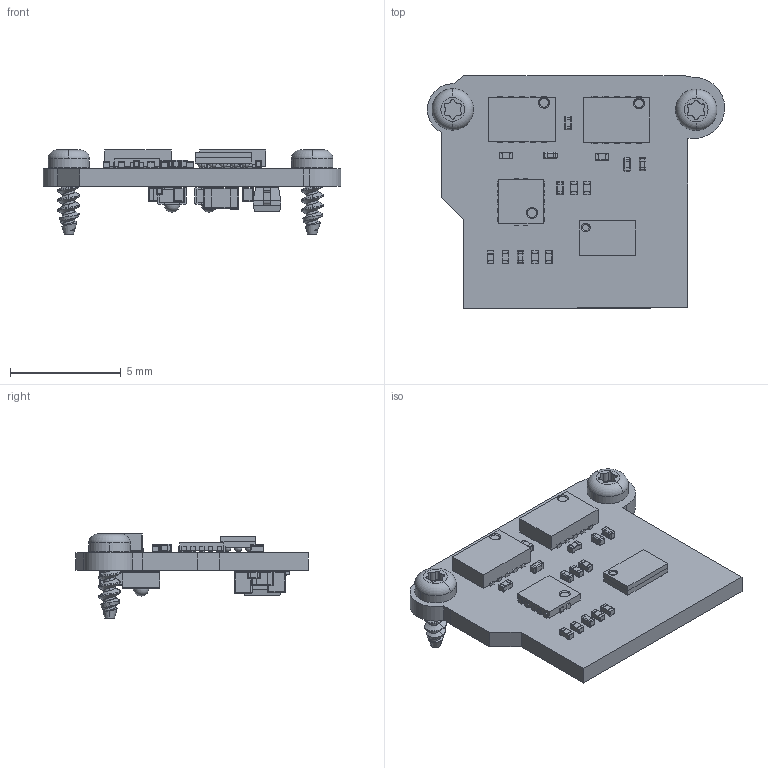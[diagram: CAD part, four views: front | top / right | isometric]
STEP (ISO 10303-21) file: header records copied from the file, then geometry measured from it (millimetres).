
FILE_DESCRIPTION(('KiCad electronic assembly'),'2;1');
FILE_NAME('MS_v4_ETL_LED_Driver_v2.step','2019-11-04T12:10:06',( 'An Author'),('A Company'),'Open CASCADE STEP processor 6.9', 'KiCad to STEP converter','Unknown');
FILE_SCHEMA(('AUTOMOTIVE_DESIGN { 1 0 10303 214 1 1 1 1 }'));
Length unit declared in the file: millimetre
Products named in the file (24): Open CASCADE STEP translator 6.9 1; 96817A704_THREAD-FORMING_SCREW_FOR_THIN_PLASTIC; SOLID; LED_LXZ1_PR01_L; COMPOUND; SON_11_P50_300X200X80L40X25T239X64L; R_0201_0603Metric_ERJ_L; SOD_323_250X125X110L30X32L; BGA_15_NP50_3X5_155X255X69B31N; QFN_14_P40_200X200X40L40X20L; C_0201_0603Metric_L; C_0603_1608Metric_L; C_0402_1005Metric_L; L_0603_1608Metric_L
Assembly tree (41 placements, depth 3):
  Open CASCADE STEP translator 6.9 1
    96817A704_THREAD-FORMING_SCREW_FOR_THIN_PLASTIC  x2
      SOLID
    LED_LXZ1_PR01_L  x2
      COMPOUND
    SON_11_P50_300X200X80L40X25T239X64L  x2
      COMPOUND
    R_0201_0603Metric_ERJ_L  x8
      COMPOUND
    SOD_323_250X125X110L30X32L
      COMPOUND
    BGA_15_NP50_3X5_155X255X69B31N
      COMPOUND
    QFN_14_P40_200X200X40L40X20L
      COMPOUND
    C_0201_0603Metric_L  x7
      COMPOUND
    C_0603_1608Metric_L
      COMPOUND
    C_0402_1005Metric_L  x3
      COMPOUND
    L_0603_1608Metric_L
      COMPOUND
    COMPOUND
Bounding box: 13.44 x 10.5 x 3.8 mm (x, y, z)
Volume: 121 mm3; surface area: 517.4 mm2
Topology: 140 solids, 140 shells, 1884 faces, 4407 edges, 2617 vertices
Faces by surface type: plane 986, cylinder 658, sphere 192, bspline 26, torus 12, cone 10
Full cylindrical faces by diameter (mm): 1 x2
Entity records: 54156 total; most frequent: CARTESIAN_POINT 14753, DIRECTION 6392, LINE 4006, VECTOR 4006, ORIENTED_EDGE 3336, PCURVE 3336, DEFINITIONAL_REPRESENTATION 3336, EDGE_CURVE 1668
